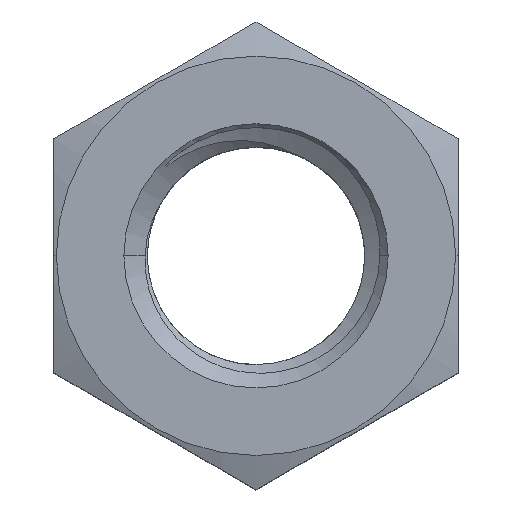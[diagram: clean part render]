
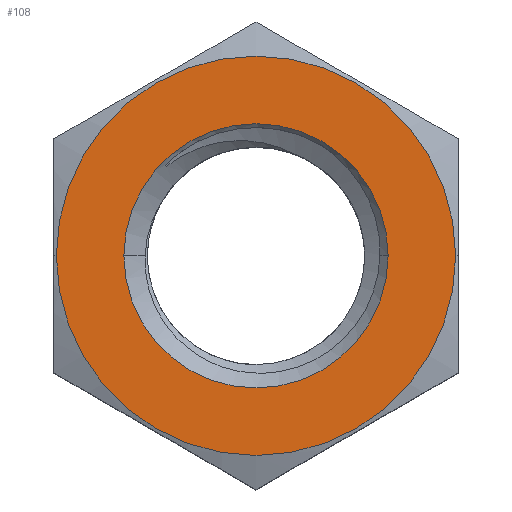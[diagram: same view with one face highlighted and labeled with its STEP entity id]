
A CAD part, top view. The second image highlights one B-rep face of the part: STEP entity #108.
In plain terms, the highlighted planar face has unit normal (0, 0, 1).
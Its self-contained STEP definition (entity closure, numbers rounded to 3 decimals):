
#108=ADVANCED_FACE('',(#185,#186),#187,.F.);
#185=FACE_OUTER_BOUND('',#628,.T.);
#186=FACE_BOUND('',#629,.T.);
#187=PLANE('',#630);
#628=EDGE_LOOP('',(#934,#935));
#629=EDGE_LOOP('',(#936,#937));
#630=AXIS2_PLACEMENT_3D('',#938,#939,#940);
#934=ORIENTED_EDGE('',*,*,#1090,.F.);
#935=ORIENTED_EDGE('',*,*,#1112,.F.);
#936=ORIENTED_EDGE('',*,*,#1110,.F.);
#937=ORIENTED_EDGE('',*,*,#1081,.F.);
#938=CARTESIAN_POINT('',(3.937,-3.937,4.55));
#939=DIRECTION('',(0.0,0.0,-1.0));
#940=DIRECTION('',(0.0,-1.0,0.0));
#1081=EDGE_CURVE('',#1253,#1255,#1256,.T.);
#1090=EDGE_CURVE('',#1272,#1273,#1274,.T.);
#1110=EDGE_CURVE('',#1255,#1253,#1304,.T.);
#1112=EDGE_CURVE('',#1273,#1272,#1306,.T.);
#1253=VERTEX_POINT('',#2247);
#1255=VERTEX_POINT('',#2250);
#1256=CIRCLE('',#2251,2.574);
#1272=VERTEX_POINT('',#2284);
#1273=VERTEX_POINT('',#2285);
#1274=CIRCLE('',#2286,3.89);
#1304=CIRCLE('',#2418,2.574);
#1306=CIRCLE('',#2420,3.89);
#2247=CARTESIAN_POINT('',(-2.574,0.,4.55));
#2250=CARTESIAN_POINT('',(2.574,0.0,4.55));
#2251=AXIS2_PLACEMENT_3D('',#2514,#2515,#2516);
#2284=CARTESIAN_POINT('',(-3.89,0.0,4.55));
#2285=CARTESIAN_POINT('',(3.89,0.,4.55));
#2286=AXIS2_PLACEMENT_3D('',#2523,#2524,#2525);
#2418=AXIS2_PLACEMENT_3D('',#2540,#2541,#2542);
#2420=AXIS2_PLACEMENT_3D('',#2546,#2547,#2548);
#2514=CARTESIAN_POINT('',(0.0,0.0,4.55));
#2515=DIRECTION('',(0.0,-0.0,1.0));
#2516=DIRECTION('',(1.0,0.0,0.0));
#2523=CARTESIAN_POINT('',(0.,0.0,4.55));
#2524=DIRECTION('',(0.0,0.0,-1.0));
#2525=DIRECTION('',(-1.0,0.0,0.0));
#2540=CARTESIAN_POINT('',(0.0,0.0,4.55));
#2541=DIRECTION('',(0.0,-0.0,1.0));
#2542=DIRECTION('',(1.0,0.0,0.0));
#2546=CARTESIAN_POINT('',(0.,0.0,4.55));
#2547=DIRECTION('',(0.0,0.0,-1.0));
#2548=DIRECTION('',(-1.0,0.0,0.0));
